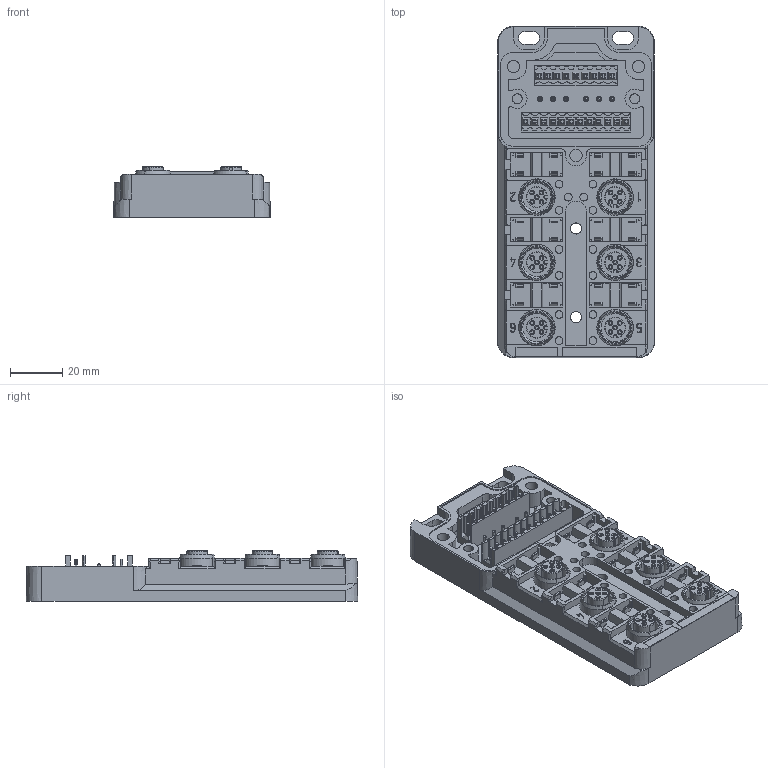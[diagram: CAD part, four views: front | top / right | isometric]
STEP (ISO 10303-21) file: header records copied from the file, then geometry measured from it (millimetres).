
FILE_DESCRIPTION(('CATIA V5 STEP Exchange','CAx-IF Rec.Pracs.--- Model Styling and Organization---1.4--- 2014-01-23'),'2;1');
FILE_NAME ('025706-2_1', '2020-03-02T05:38:59+00:00', ('none'), ('Weidmueller'), 'CATIA Version 5-6 Release 2016 SP3 HF44', 'CATIA V5 STEP AP214', 'none');
FILE_SCHEMA(('AUTOMOTIVE_DESIGN { 1 0 10303 214 1 1 1 1 }'));
Products named in the file (1): 1892091000
Bounding box: 60 x 127 x 19.5 mm (x, y, z)
Volume: 95408.3 mm3; surface area: 48136.6 mm2
Topology: 21 solids, 21 shells, 2501 faces, 6433 edges, 4140 vertices
Faces by surface type: plane 1324, cylinder 785, cone 320, torus 60, sphere 12
Entity records: 70742 total; most frequent: CARTESIAN_POINT 14243, ORIENTED_EDGE 12842, DIRECTION 9273, EDGE_CURVE 6421, VERTEX_POINT 4140, VECTOR 3865, LINE 3865, AXIS2_PLACEMENT_3D 3718
